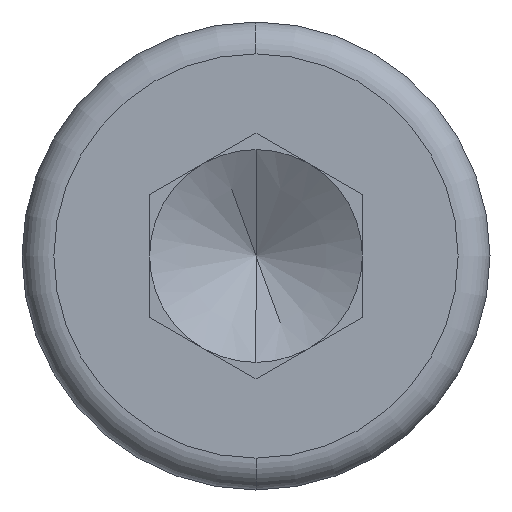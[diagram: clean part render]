
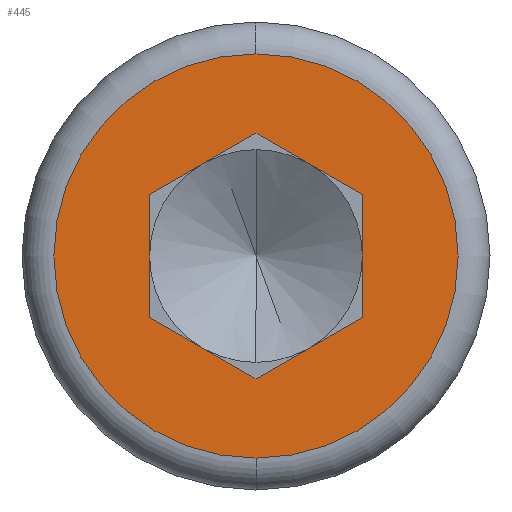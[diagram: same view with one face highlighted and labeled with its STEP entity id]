
A CAD part, left-side view. The second image highlights one B-rep face of the part: STEP entity #445.
In plain terms, the highlighted planar face has unit normal (-1, 0, 0).
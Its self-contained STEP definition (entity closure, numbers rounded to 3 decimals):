
#19 = VERTEX_POINT ( 'NONE', #698 ) ;
#22 = EDGE_CURVE ( 'NONE', #308, #287, #123, .T. ) ;
#30 = CIRCLE ( 'NONE', #737, 2.375 ) ;
#36 = CARTESIAN_POINT ( 'NONE',  ( 0., 0., 0. ) ) ;
#42 = ORIENTED_EDGE ( 'NONE', *, *, #244, .T. ) ;
#51 = DIRECTION ( 'NONE',  ( 0., 0., 1. ) ) ;
#54 = ORIENTED_EDGE ( 'NONE', *, *, #180, .T. ) ;
#68 = EDGE_LOOP ( 'NONE', ( #54, #605 ) ) ;
#72 = CARTESIAN_POINT ( 'NONE',  ( 0., -1.25, 0.722 ) ) ;
#91 = ORIENTED_EDGE ( 'NONE', *, *, #206, .T. ) ;
#98 = EDGE_LOOP ( 'NONE', ( #565, #91, #42, #550, #234, #530 ) ) ;
#100 = EDGE_CURVE ( 'NONE', #19, #308, #697, .T. ) ;
#110 = DIRECTION ( 'NONE',  ( 0., -0.866, 0.5 ) ) ;
#123 = LINE ( 'NONE', #254, #140 ) ;
#140 = VECTOR ( 'NONE', #318, 1000. ) ;
#148 = DIRECTION ( 'NONE',  ( -1., 0., 0. ) ) ;
#153 = CARTESIAN_POINT ( 'NONE',  ( 0., -1.25, 0.722 ) ) ;
#160 = CARTESIAN_POINT ( 'NONE',  ( 0., 1.25, -0.722 ) ) ;
#164 = VECTOR ( 'NONE', #110, 1000. ) ;
#166 = FACE_OUTER_BOUND ( 'NONE', #68, .T. ) ;
#179 = DIRECTION ( 'NONE',  ( 0., 1., 0. ) ) ;
#180 = EDGE_CURVE ( 'NONE', #409, #198, #559, .T. ) ;
#198 = VERTEX_POINT ( 'NONE', #614 ) ;
#201 = VECTOR ( 'NONE', #721, 1000. ) ;
#206 = EDGE_CURVE ( 'NONE', #214, #602, #745, .T. ) ;
#214 = VERTEX_POINT ( 'NONE', #342 ) ;
#234 = ORIENTED_EDGE ( 'NONE', *, *, #22, .T. ) ;
#244 = EDGE_CURVE ( 'NONE', #602, #19, #742, .T. ) ;
#254 = CARTESIAN_POINT ( 'NONE',  ( 0., 0., 1.443 ) ) ;
#287 = VERTEX_POINT ( 'NONE', #153 ) ;
#308 = VERTEX_POINT ( 'NONE', #393 ) ;
#318 = DIRECTION ( 'NONE',  ( 0., -0.866, -0.5 ) ) ;
#338 = DIRECTION ( 'NONE',  ( 0., 0., -1. ) ) ;
#342 = CARTESIAN_POINT ( 'NONE',  ( 0., 0., -1.443 ) ) ;
#346 = AXIS2_PLACEMENT_3D ( 'NONE', #36, #625, #338 ) ;
#381 = CARTESIAN_POINT ( 'NONE',  ( 0., -1.25, -0.722 ) ) ;
#393 = CARTESIAN_POINT ( 'NONE',  ( 0., 0., 1.443 ) ) ;
#399 = LINE ( 'NONE', #673, #438 ) ;
#407 = CARTESIAN_POINT ( 'NONE',  ( 0., 0., -2.375 ) ) ;
#409 = VERTEX_POINT ( 'NONE', #407 ) ;
#430 = CARTESIAN_POINT ( 'NONE',  ( 0., 1.25, -0.722 ) ) ;
#438 = VECTOR ( 'NONE', #510, 1000. ) ;
#439 = VECTOR ( 'NONE', #738, 1000. ) ;
#445 = ADVANCED_FACE ( 'NONE', ( #706, #166 ), #646, .F. ) ;
#460 = AXIS2_PLACEMENT_3D ( 'NONE', #633, #522, #179 ) ;
#510 = DIRECTION ( 'NONE',  ( 0., 0.866, -0.5 ) ) ;
#522 = DIRECTION ( 'NONE',  ( 1., 0., 0. ) ) ;
#530 = ORIENTED_EDGE ( 'NONE', *, *, #593, .T. ) ;
#550 = ORIENTED_EDGE ( 'NONE', *, *, #100, .T. ) ;
#559 = CIRCLE ( 'NONE', #346, 2.375 ) ;
#565 = ORIENTED_EDGE ( 'NONE', *, *, #671, .T. ) ;
#567 = CARTESIAN_POINT ( 'NONE',  ( 0., 0., -1.443 ) ) ;
#593 = EDGE_CURVE ( 'NONE', #287, #615, #717, .T. ) ;
#602 = VERTEX_POINT ( 'NONE', #430 ) ;
#605 = ORIENTED_EDGE ( 'NONE', *, *, #692, .T. ) ;
#614 = CARTESIAN_POINT ( 'NONE',  ( 0., 0., 2.375 ) ) ;
#615 = VERTEX_POINT ( 'NONE', #381 ) ;
#625 = DIRECTION ( 'NONE',  ( -1., 0., 0. ) ) ;
#633 = CARTESIAN_POINT ( 'NONE',  ( 0., 0., 0. ) ) ;
#637 = CARTESIAN_POINT ( 'NONE',  ( 0., 1.25, 0.722 ) ) ;
#646 = PLANE ( 'NONE',  #460 ) ;
#654 = VECTOR ( 'NONE', #51, 1000. ) ;
#671 = EDGE_CURVE ( 'NONE', #615, #214, #399, .T. ) ;
#673 = CARTESIAN_POINT ( 'NONE',  ( 0., -1.25, -0.722 ) ) ;
#679 = DIRECTION ( 'NONE',  ( 0., 0., -1. ) ) ;
#692 = EDGE_CURVE ( 'NONE', #198, #409, #30, .T. ) ;
#697 = LINE ( 'NONE', #637, #164 ) ;
#698 = CARTESIAN_POINT ( 'NONE',  ( 0., 1.25, 0.722 ) ) ;
#706 = FACE_BOUND ( 'NONE', #98, .T. ) ;
#717 = LINE ( 'NONE', #72, #201 ) ;
#721 = DIRECTION ( 'NONE',  ( 0., 0., -1. ) ) ;
#737 = AXIS2_PLACEMENT_3D ( 'NONE', #741, #148, #679 ) ;
#738 = DIRECTION ( 'NONE',  ( 0., 0.866, 0.5 ) ) ;
#741 = CARTESIAN_POINT ( 'NONE',  ( 0., 0., 0. ) ) ;
#742 = LINE ( 'NONE', #160, #654 ) ;
#745 = LINE ( 'NONE', #567, #439 ) ;
